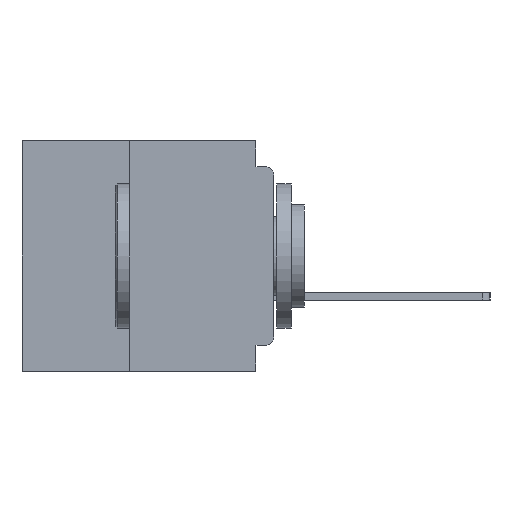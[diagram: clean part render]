
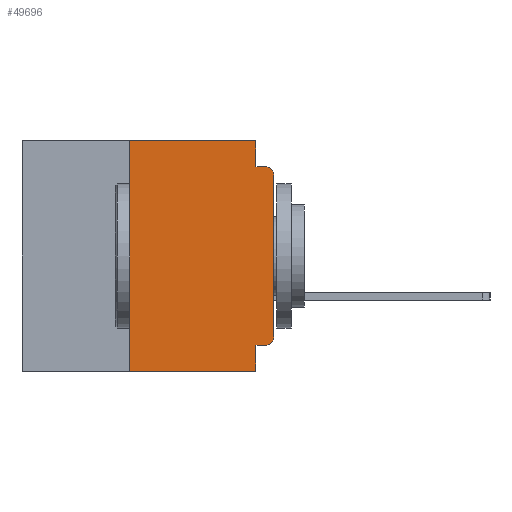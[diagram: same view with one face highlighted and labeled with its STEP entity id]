
A CAD part, left-side view. The second image highlights one B-rep face of the part: STEP entity #49696.
In plain terms, the highlighted planar face has unit normal (-1, 0, 0).
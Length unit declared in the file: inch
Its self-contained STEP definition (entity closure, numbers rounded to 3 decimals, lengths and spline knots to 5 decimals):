
#214 = CARTESIAN_POINT ( 'NONE',  ( 0., 0., -0.045 ) ) ;
#1038 = PLANE ( 'NONE',  #7155 ) ;
#1565 = VERTEX_POINT ( 'NONE', #35498 ) ;
#3052 = CIRCLE ( 'NONE', #52404, 0.015 ) ;
#4000 = ORIENTED_EDGE ( 'NONE', *, *, #53157, .F. ) ;
#4409 = VECTOR ( 'NONE', #32873, 39.37008 ) ;
#5420 = CARTESIAN_POINT ( 'NONE',  ( 0., 0.031, 0. ) ) ;
#5769 = EDGE_CURVE ( 'NONE', #57964, #13375, #10637, .T. ) ;
#5776 = DIRECTION ( 'NONE',  ( -1., 0., 0. ) ) ;
#7155 = AXIS2_PLACEMENT_3D ( 'NONE', #26467, #61493, #31551 ) ;
#8121 = EDGE_CURVE ( 'NONE', #35458, #57964, #10399, .T. ) ;
#8658 = AXIS2_PLACEMENT_3D ( 'NONE', #45669, #15546, #50690 ) ;
#8795 = VECTOR ( 'NONE', #41434, 39.37008 ) ;
#9289 = CARTESIAN_POINT ( 'NONE',  ( 0., 0.437, 0. ) ) ;
#9766 = EDGE_CURVE ( 'NONE', #35458, #51561, #3052, .T. ) ;
#9983 = CARTESIAN_POINT ( 'NONE',  ( 0., 0.015, -0.045 ) ) ;
#10399 = LINE ( 'NONE', #36418, #8795 ) ;
#10637 = LINE ( 'NONE', #15110, #34355 ) ;
#11039 = ORIENTED_EDGE ( 'NONE', *, *, #57886, .T. ) ;
#11411 = VECTOR ( 'NONE', #32177, 39.37008 ) ;
#11830 = CARTESIAN_POINT ( 'NONE',  ( 0., 0.031, 0. ) ) ;
#11984 = EDGE_CURVE ( 'NONE', #48660, #61065, #61419, .T. ) ;
#13375 = VERTEX_POINT ( 'NONE', #52984 ) ;
#14728 = ORIENTED_EDGE ( 'NONE', *, *, #8121, .F. ) ;
#15110 = CARTESIAN_POINT ( 'NONE',  ( 0., 0.031, -0.4 ) ) ;
#15219 = ORIENTED_EDGE ( 'NONE', *, *, #5769, .F. ) ;
#15335 = DIRECTION ( 'NONE',  ( 0., 0., -1. ) ) ;
#15546 = DIRECTION ( 'NONE',  ( -1., 0., 0. ) ) ;
#15692 = EDGE_CURVE ( 'NONE', #1565, #13375, #26443, .T. ) ;
#15801 = ORIENTED_EDGE ( 'NONE', *, *, #11984, .T. ) ;
#16835 = EDGE_CURVE ( 'NONE', #50740, #24822, #63428, .T. ) ;
#17666 = EDGE_CURVE ( 'NONE', #55084, #50740, #39873, .T. ) ;
#19419 = LINE ( 'NONE', #57802, #4409 ) ;
#24822 = VERTEX_POINT ( 'NONE', #30819 ) ;
#26443 = LINE ( 'NONE', #62128, #11411 ) ;
#26467 = CARTESIAN_POINT ( 'NONE',  ( 0., 0.437, 0. ) ) ;
#30361 = CARTESIAN_POINT ( 'NONE',  ( 0., 0., 0. ) ) ;
#30819 = CARTESIAN_POINT ( 'NONE',  ( 0., 0.031, -0.045 ) ) ;
#31551 = DIRECTION ( 'NONE',  ( 0., 0., -1. ) ) ;
#31841 = CARTESIAN_POINT ( 'NONE',  ( 0., 0.25, 0. ) ) ;
#32177 = DIRECTION ( 'NONE',  ( 0., -1., 0. ) ) ;
#32873 = DIRECTION ( 'NONE',  ( 0., 0., 1. ) ) ;
#33951 = VECTOR ( 'NONE', #50634, 39.37008 ) ;
#34069 = EDGE_CURVE ( 'NONE', #1565, #55084, #19419, .T. ) ;
#34355 = VECTOR ( 'NONE', #15335, 39.37008 ) ;
#35394 = DIRECTION ( 'NONE',  ( 0., 0., 1. ) ) ;
#35458 = VERTEX_POINT ( 'NONE', #38219 ) ;
#35498 = CARTESIAN_POINT ( 'NONE',  ( 0., 0.25, -0.4 ) ) ;
#35990 = CARTESIAN_POINT ( 'NONE',  ( 0., 0.015, -0.34 ) ) ;
#36418 = CARTESIAN_POINT ( 'NONE',  ( 0., 0., -0.355 ) ) ;
#38219 = CARTESIAN_POINT ( 'NONE',  ( 0., 0.015, -0.355 ) ) ;
#39532 = DIRECTION ( 'NONE',  ( 0., -1., 0. ) ) ;
#39873 = LINE ( 'NONE', #9289, #53153 ) ;
#41011 = DIRECTION ( 'NONE',  ( 0., 0., -1. ) ) ;
#41305 = ORIENTED_EDGE ( 'NONE', *, *, #16835, .F. ) ;
#41434 = DIRECTION ( 'NONE',  ( 0., 1., 0. ) ) ;
#45669 = CARTESIAN_POINT ( 'NONE',  ( 0., 0.015, -0.06 ) ) ;
#48660 = VERTEX_POINT ( 'NONE', #57456 ) ;
#49696 = ADVANCED_FACE ( 'NONE', ( #61170 ), #1038, .F. ) ;
#50126 = VECTOR ( 'NONE', #57086, 39.37008 ) ;
#50634 = DIRECTION ( 'NONE',  ( 0., -1., 0. ) ) ;
#50690 = DIRECTION ( 'NONE',  ( 0., 0., -1. ) ) ;
#50740 = VERTEX_POINT ( 'NONE', #5420 ) ;
#51561 = VERTEX_POINT ( 'NONE', #58044 ) ;
#51999 = VECTOR ( 'NONE', #35394, 39.37008 ) ;
#52404 = AXIS2_PLACEMENT_3D ( 'NONE', #35990, #5776, #41011 ) ;
#52984 = CARTESIAN_POINT ( 'NONE',  ( 0., 0.031, -0.4 ) ) ;
#53153 = VECTOR ( 'NONE', #39532, 39.37008 ) ;
#53157 = EDGE_CURVE ( 'NONE', #24822, #61065, #63650, .T. ) ;
#53573 = LINE ( 'NONE', #30361, #51999 ) ;
#55084 = VERTEX_POINT ( 'NONE', #31841 ) ;
#57086 = DIRECTION ( 'NONE',  ( 0., 0., -1. ) ) ;
#57425 = ORIENTED_EDGE ( 'NONE', *, *, #15692, .T. ) ;
#57456 = CARTESIAN_POINT ( 'NONE',  ( 0., 0., -0.06 ) ) ;
#57802 = CARTESIAN_POINT ( 'NONE',  ( 0., 0.25, -0.4 ) ) ;
#57886 = EDGE_CURVE ( 'NONE', #51561, #48660, #53573, .T. ) ;
#57964 = VERTEX_POINT ( 'NONE', #60932 ) ;
#58044 = CARTESIAN_POINT ( 'NONE',  ( 0., 0., -0.34 ) ) ;
#58524 = ORIENTED_EDGE ( 'NONE', *, *, #17666, .F. ) ;
#58807 = ORIENTED_EDGE ( 'NONE', *, *, #9766, .T. ) ;
#58924 = EDGE_LOOP ( 'NONE', ( #11039, #15801, #4000, #41305, #58524, #61705, #57425, #15219, #14728, #58807 ) ) ;
#60932 = CARTESIAN_POINT ( 'NONE',  ( 0., 0.031, -0.355 ) ) ;
#61065 = VERTEX_POINT ( 'NONE', #9983 ) ;
#61170 = FACE_OUTER_BOUND ( 'NONE', #58924, .T. ) ;
#61419 = CIRCLE ( 'NONE', #8658, 0.015 ) ;
#61493 = DIRECTION ( 'NONE',  ( 1., 0., 0. ) ) ;
#61705 = ORIENTED_EDGE ( 'NONE', *, *, #34069, .F. ) ;
#62128 = CARTESIAN_POINT ( 'NONE',  ( 0., 0.437, -0.4 ) ) ;
#63428 = LINE ( 'NONE', #11830, #50126 ) ;
#63650 = LINE ( 'NONE', #214, #33951 ) ;
